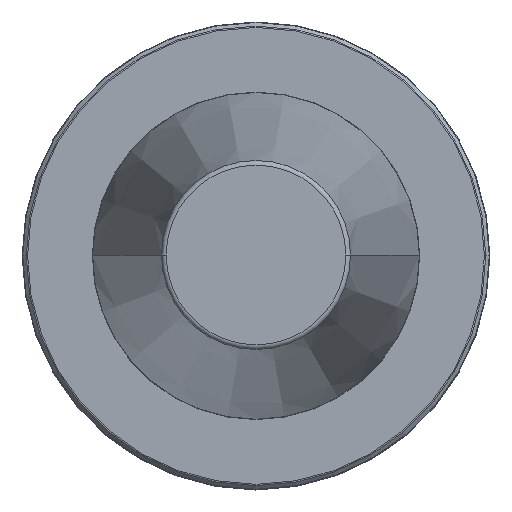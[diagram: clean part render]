
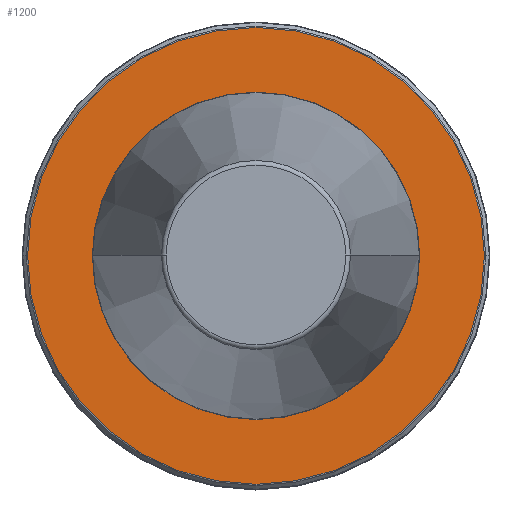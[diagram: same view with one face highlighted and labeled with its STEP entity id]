
A CAD part, top view. The second image highlights one B-rep face of the part: STEP entity #1200.
In plain terms, the highlighted planar face has unit normal (0, 0, 1).
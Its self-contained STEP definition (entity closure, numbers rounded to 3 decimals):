
#4 = AXIS2_PLACEMENT_3D ( 'NONE', #1131, #1724, #830 ) ;
#7 = CARTESIAN_POINT ( 'NONE',  ( 0., 0., -3. ) ) ;
#15 = CARTESIAN_POINT ( 'NONE',  ( 35., 0., -3. ) ) ;
#59 = ORIENTED_EDGE ( 'NONE', *, *, #1152, .T. ) ;
#73 = AXIS2_PLACEMENT_3D ( 'NONE', #7, #1728, #834 ) ;
#173 = CIRCLE ( 'NONE', #1925, 48.834 ) ;
#197 = CIRCLE ( 'NONE', #1490, 35. ) ;
#236 = DIRECTION ( 'NONE',  ( 1., 0., 0. ) ) ;
#335 = ORIENTED_EDGE ( 'NONE', *, *, #1458, .F. ) ;
#437 = CARTESIAN_POINT ( 'NONE',  ( 0., 0., -3. ) ) ;
#488 = FACE_BOUND ( 'NONE', #707, .T. ) ;
#514 = FACE_OUTER_BOUND ( 'NONE', #883, .T. ) ;
#554 = CIRCLE ( 'NONE', #73, 48.834 ) ;
#563 = CARTESIAN_POINT ( 'NONE',  ( -35., 0., -3. ) ) ;
#707 = EDGE_LOOP ( 'NONE', ( #335, #1140 ) ) ;
#715 = CIRCLE ( 'NONE', #4, 35. ) ;
#756 = VERTEX_POINT ( 'NONE', #1327 ) ;
#774 = PLANE ( 'NONE',  #840 ) ;
#830 = DIRECTION ( 'NONE',  ( 1., 0., 0. ) ) ;
#834 = DIRECTION ( 'NONE',  ( 1., 0., 0. ) ) ;
#840 = AXIS2_PLACEMENT_3D ( 'NONE', #1455, #1605, #236 ) ;
#883 = EDGE_LOOP ( 'NONE', ( #1138, #59 ) ) ;
#905 = EDGE_CURVE ( 'NONE', #1886, #1137, #715, .T. ) ;
#921 = CARTESIAN_POINT ( 'NONE',  ( 0., 0., -3. ) ) ;
#1082 = DIRECTION ( 'NONE',  ( 1., 0., 0. ) ) ;
#1131 = CARTESIAN_POINT ( 'NONE',  ( 0., 0., -3. ) ) ;
#1137 = VERTEX_POINT ( 'NONE', #15 ) ;
#1138 = ORIENTED_EDGE ( 'NONE', *, *, #1487, .T. ) ;
#1140 = ORIENTED_EDGE ( 'NONE', *, *, #905, .F. ) ;
#1152 = EDGE_CURVE ( 'NONE', #1860, #756, #554, .T. ) ;
#1200 = ADVANCED_FACE ( 'NONE', ( #514, #488 ), #774, .T. ) ;
#1270 = DIRECTION ( 'NONE',  ( 1., 0., 0. ) ) ;
#1327 = CARTESIAN_POINT ( 'NONE',  ( 48.834, 0., -3. ) ) ;
#1455 = CARTESIAN_POINT ( 'NONE',  ( 0., 0., -3. ) ) ;
#1458 = EDGE_CURVE ( 'NONE', #1137, #1886, #197, .T. ) ;
#1487 = EDGE_CURVE ( 'NONE', #756, #1860, #173, .T. ) ;
#1490 = AXIS2_PLACEMENT_3D ( 'NONE', #921, #1982, #1082 ) ;
#1513 = DIRECTION ( 'NONE',  ( 0., 0., 1. ) ) ;
#1605 = DIRECTION ( 'NONE',  ( 0., 0., 1. ) ) ;
#1724 = DIRECTION ( 'NONE',  ( 0., 0., 1. ) ) ;
#1728 = DIRECTION ( 'NONE',  ( 0., 0., 1. ) ) ;
#1860 = VERTEX_POINT ( 'NONE', #1927 ) ;
#1886 = VERTEX_POINT ( 'NONE', #563 ) ;
#1925 = AXIS2_PLACEMENT_3D ( 'NONE', #437, #1513, #1270 ) ;
#1927 = CARTESIAN_POINT ( 'NONE',  ( -48.834, 0., -3. ) ) ;
#1982 = DIRECTION ( 'NONE',  ( 0., 0., 1. ) ) ;
